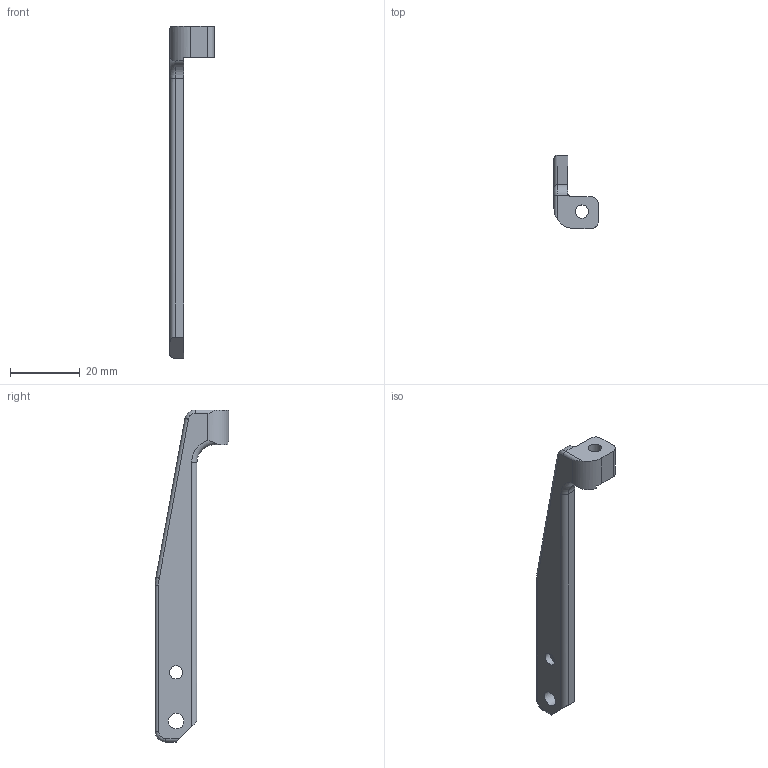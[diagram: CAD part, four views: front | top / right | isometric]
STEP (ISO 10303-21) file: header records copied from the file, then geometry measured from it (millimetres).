
FILE_DESCRIPTION(/* description */ (''),/* implementation_level */ '2;1');
FILE_NAME(/* name */ 'leftArm.step',/* time_stamp */ '2025-08-25T14:01:05-04:00',/* author */ (''),/* organization */ (''),/* preprocessor_version */ 'ST-DEVELOPER v20.1',/* originating_system */ 'Autodesk Translation Framework v14.10.0.0',/* authorisation */ '');
FILE_SCHEMA (('AUTOMOTIVE_DESIGN { 1 0 10303 214 3 1 1 }'));
Length unit declared in the file: millimetre
Products named in the file (1): FusionComponent
Bounding box: 12.7 x 21.14 x 95.36 mm (x, y, z)
Volume: 4273.4 mm3; surface area: 3133.4 mm2
Topology: 1 solids, 1 shells, 37 faces, 95 edges, 60 vertices
Faces by surface type: cylinder 17, plane 14, torus 4, cone 2
Full cylindrical faces by diameter (mm): 3.8 x2, 4.5 x1
Entity records: 1195 total; most frequent: CARTESIAN_POINT 212, DIRECTION 209, ORIENTED_EDGE 190, EDGE_CURVE 95, AXIS2_PLACEMENT_3D 79, VERTEX_POINT 60, LINE 51, VECTOR 51
